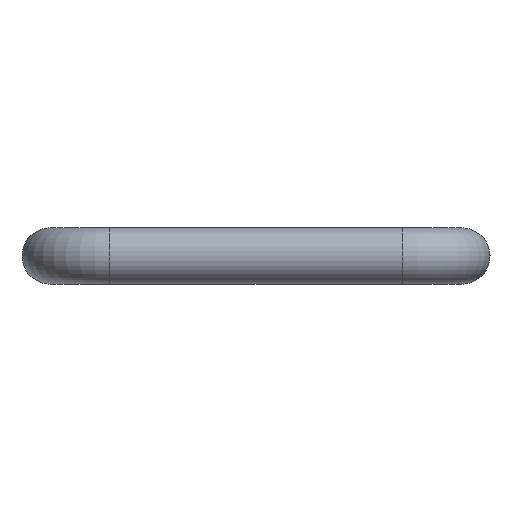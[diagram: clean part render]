
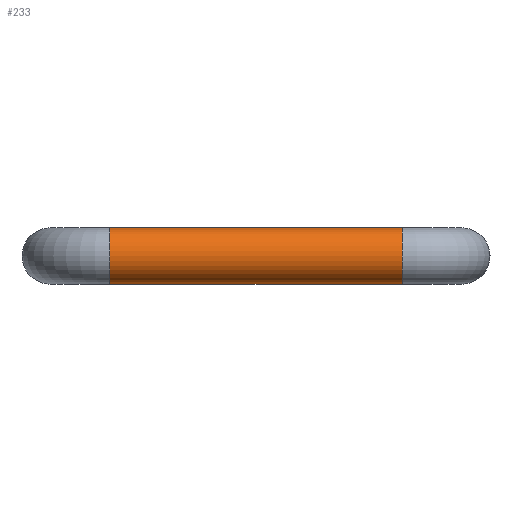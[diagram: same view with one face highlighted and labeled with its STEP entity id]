
A CAD part, left-side view. The second image highlights one B-rep face of the part: STEP entity #233.
In plain terms, the highlighted cylindrical face has radius 0.8 mm (diameter 1.6 mm), a full revolution.
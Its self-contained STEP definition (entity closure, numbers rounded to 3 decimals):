
#17=LINE('',#416,#22);
#22=VECTOR('',#333,0.8);
#27=CYLINDRICAL_SURFACE('',#271,0.8);
#34=FACE_OUTER_BOUND('',#45,.T.);
#45=EDGE_LOOP('',(#166,#167,#168,#169,#170,#171,#172,#173));
#62=CIRCLE('',#267,0.8);
#63=CIRCLE('',#268,0.8);
#64=CIRCLE('',#269,0.8);
#66=CIRCLE('',#272,0.8);
#67=CIRCLE('',#273,0.8);
#68=CIRCLE('',#274,0.8);
#91=VERTEX_POINT('',#407);
#92=VERTEX_POINT('',#408);
#93=VERTEX_POINT('',#410);
#94=VERTEX_POINT('',#415);
#95=VERTEX_POINT('',#417);
#96=VERTEX_POINT('',#419);
#119=EDGE_CURVE('',#91,#92,#62,.T.);
#120=EDGE_CURVE('',#92,#93,#63,.T.);
#121=EDGE_CURVE('',#93,#91,#64,.T.);
#123=EDGE_CURVE('',#92,#94,#17,.T.);
#124=EDGE_CURVE('',#94,#95,#66,.T.);
#125=EDGE_CURVE('',#95,#96,#67,.T.);
#126=EDGE_CURVE('',#96,#94,#68,.T.);
#166=ORIENTED_EDGE('',*,*,#119,.F.);
#167=ORIENTED_EDGE('',*,*,#121,.F.);
#168=ORIENTED_EDGE('',*,*,#120,.F.);
#169=ORIENTED_EDGE('',*,*,#123,.T.);
#170=ORIENTED_EDGE('',*,*,#124,.T.);
#171=ORIENTED_EDGE('',*,*,#125,.T.);
#172=ORIENTED_EDGE('',*,*,#126,.T.);
#173=ORIENTED_EDGE('',*,*,#123,.F.);
#233=ADVANCED_FACE('',(#34),#27,.T.);
#267=AXIS2_PLACEMENT_3D('',#409,#323,#324);
#268=AXIS2_PLACEMENT_3D('',#411,#325,#326);
#269=AXIS2_PLACEMENT_3D('',#412,#327,#328);
#271=AXIS2_PLACEMENT_3D('',#414,#331,#332);
#272=AXIS2_PLACEMENT_3D('',#418,#334,#335);
#273=AXIS2_PLACEMENT_3D('',#420,#336,#337);
#274=AXIS2_PLACEMENT_3D('',#421,#338,#339);
#323=DIRECTION('center_axis',(0.,-1.,0.));
#324=DIRECTION('ref_axis',(-1.,0.,0.));
#325=DIRECTION('center_axis',(0.,-1.,0.));
#326=DIRECTION('ref_axis',(-1.,0.,0.));
#327=DIRECTION('center_axis',(0.,-1.,0.));
#328=DIRECTION('ref_axis',(-1.,0.,0.));
#331=DIRECTION('center_axis',(0.,-1.,0.));
#332=DIRECTION('ref_axis',(0.,0.,-1.));
#333=DIRECTION('',(0.,1.,0.));
#334=DIRECTION('center_axis',(0.,-1.,0.));
#335=DIRECTION('ref_axis',(0.,0.,-1.));
#336=DIRECTION('center_axis',(0.,-1.,0.));
#337=DIRECTION('ref_axis',(0.,0.,-1.));
#338=DIRECTION('center_axis',(0.,-1.,0.));
#339=DIRECTION('ref_axis',(0.,0.,-1.));
#407=CARTESIAN_POINT('',(-53.9,-6.95,0.));
#408=CARTESIAN_POINT('',(-54.7,-6.95,0.8));
#409=CARTESIAN_POINT('Origin',(-54.7,-6.95,0.));
#410=CARTESIAN_POINT('',(-55.5,-6.95,0.));
#411=CARTESIAN_POINT('Origin',(-54.7,-6.95,0.));
#412=CARTESIAN_POINT('Origin',(-54.7,-6.95,0.));
#414=CARTESIAN_POINT('Origin',(-54.7,-7.141,0.));
#415=CARTESIAN_POINT('',(-54.7,1.35,0.8));
#416=CARTESIAN_POINT('',(-54.7,-7.141,0.8));
#417=CARTESIAN_POINT('',(-54.7,1.35,-0.8));
#418=CARTESIAN_POINT('Origin',(-54.7,1.35,0.));
#419=CARTESIAN_POINT('',(-53.9,1.35,0.));
#420=CARTESIAN_POINT('Origin',(-54.7,1.35,0.));
#421=CARTESIAN_POINT('Origin',(-54.7,1.35,0.));
